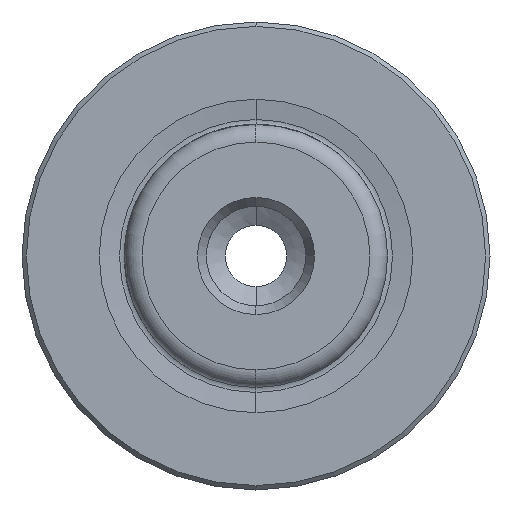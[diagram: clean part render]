
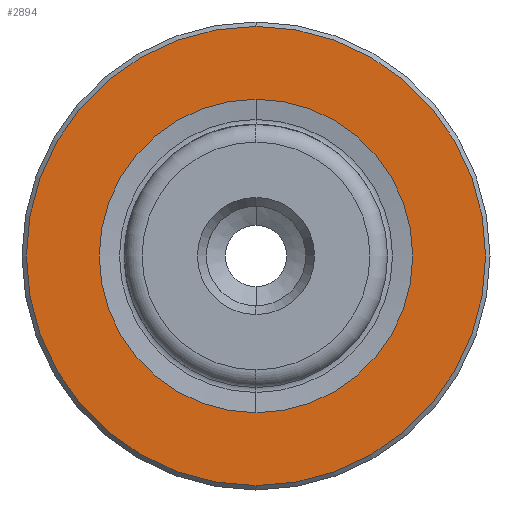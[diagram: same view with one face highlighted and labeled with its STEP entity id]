
A CAD part, left-side view. The second image highlights one B-rep face of the part: STEP entity #2894.
In plain terms, the highlighted planar face has unit normal (-1, 0, 0).
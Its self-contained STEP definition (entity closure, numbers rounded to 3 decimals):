
#172 = DIRECTION ( 'NONE',  ( 0., 0., 1. ) ) ;
#184 = CARTESIAN_POINT ( 'NONE',  ( 0., 0., -15.7 ) ) ;
#258 = DIRECTION ( 'NONE',  ( -1., 0., 0. ) ) ;
#273 = DIRECTION ( 'NONE',  ( 0., 0., -1. ) ) ;
#285 = DIRECTION ( 'NONE',  ( 1., 0., 0. ) ) ;
#310 = CARTESIAN_POINT ( 'NONE',  ( 0., 10.715, 0. ) ) ;
#328 = CARTESIAN_POINT ( 'NONE',  ( 0., 0., 0. ) ) ;
#608 = DIRECTION ( 'NONE',  ( -1., 0., 0. ) ) ;
#618 = PLANE ( 'NONE',  #840 ) ;
#722 = DIRECTION ( 'NONE',  ( 0., 0., 1. ) ) ;
#736 = DIRECTION ( 'NONE',  ( -1., 0., 0. ) ) ;
#750 = CARTESIAN_POINT ( 'NONE',  ( 0., 0., 0. ) ) ;
#807 = CARTESIAN_POINT ( 'NONE',  ( 0., 0., 0. ) ) ;
#828 = DIRECTION ( 'NONE',  ( 0., 0., 1. ) ) ;
#840 = AXIS2_PLACEMENT_3D ( 'NONE', #310, #285, #273 ) ;
#897 = CARTESIAN_POINT ( 'NONE',  ( 0., 0., 15.7 ) ) ;
#916 = EDGE_CURVE ( 'NONE', #1221, #2393, #1210, .T. ) ;
#1120 = CIRCLE ( 'NONE', #1781, 10.715 ) ;
#1158 = EDGE_CURVE ( 'NONE', #1971, #2577, #1120, .T. ) ;
#1210 = CIRCLE ( 'NONE', #2385, 15.7 ) ;
#1221 = VERTEX_POINT ( 'NONE', #897 ) ;
#1238 = CARTESIAN_POINT ( 'NONE',  ( 0., 0., -10.715 ) ) ;
#1278 = ORIENTED_EDGE ( 'NONE', *, *, #2853, .F. ) ;
#1311 = ORIENTED_EDGE ( 'NONE', *, *, #1158, .F. ) ;
#1323 = AXIS2_PLACEMENT_3D ( 'NONE', #328, #258, #172 ) ;
#1349 = ORIENTED_EDGE ( 'NONE', *, *, #2530, .T. ) ;
#1480 = ORIENTED_EDGE ( 'NONE', *, *, #916, .T. ) ;
#1747 = CIRCLE ( 'NONE', #1323, 15.7 ) ;
#1781 = AXIS2_PLACEMENT_3D ( 'NONE', #807, #608, #828 ) ;
#1815 = EDGE_LOOP ( 'NONE', ( #1278, #1311 ) ) ;
#1971 = VERTEX_POINT ( 'NONE', #1238 ) ;
#2054 = AXIS2_PLACEMENT_3D ( 'NONE', #750, #736, #722 ) ;
#2137 = EDGE_LOOP ( 'NONE', ( #1349, #1480 ) ) ;
#2385 = AXIS2_PLACEMENT_3D ( 'NONE', #3332, #3336, #3338 ) ;
#2393 = VERTEX_POINT ( 'NONE', #184 ) ;
#2530 = EDGE_CURVE ( 'NONE', #2393, #1221, #1747, .T. ) ;
#2577 = VERTEX_POINT ( 'NONE', #3344 ) ;
#2722 = CIRCLE ( 'NONE', #2054, 10.715 ) ;
#2834 = FACE_BOUND ( 'NONE', #1815, .T. ) ;
#2853 = EDGE_CURVE ( 'NONE', #2577, #1971, #2722, .T. ) ;
#2894 = ADVANCED_FACE ( 'NONE', ( #2834, #3020 ), #618, .F. ) ;
#3020 = FACE_OUTER_BOUND ( 'NONE', #2137, .T. ) ;
#3332 = CARTESIAN_POINT ( 'NONE',  ( 0., 0., 0. ) ) ;
#3336 = DIRECTION ( 'NONE',  ( -1., 0., 0. ) ) ;
#3338 = DIRECTION ( 'NONE',  ( 0., 0., 1. ) ) ;
#3344 = CARTESIAN_POINT ( 'NONE',  ( 0., 0., 10.715 ) ) ;
